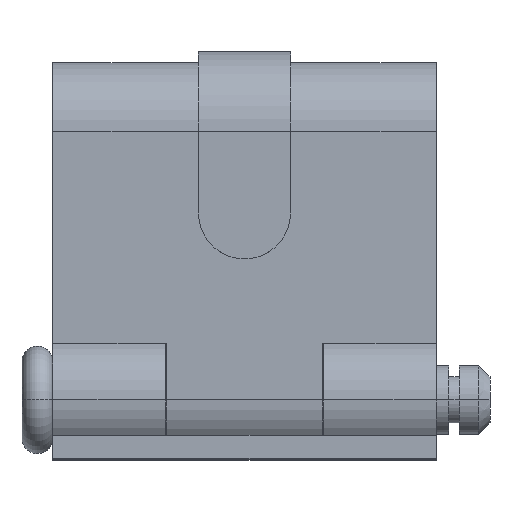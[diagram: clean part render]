
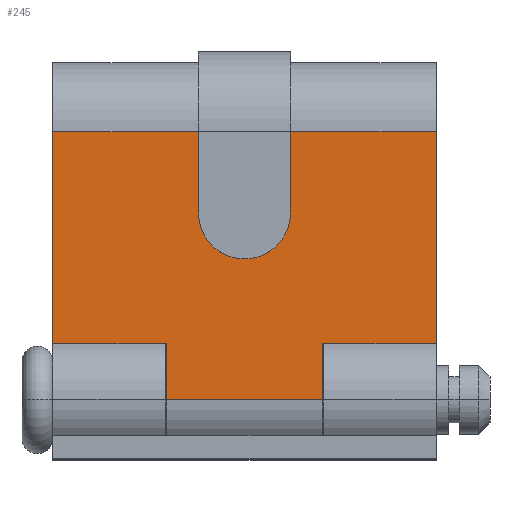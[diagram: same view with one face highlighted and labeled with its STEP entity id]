
A CAD part, top view. The second image highlights one B-rep face of the part: STEP entity #245.
In plain terms, the highlighted planar face has unit normal (0, 0, 1).
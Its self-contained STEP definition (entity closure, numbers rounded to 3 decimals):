
#67 = ORIENTED_EDGE ( 'NONE', *, *, #71, .F. ) ;
#71 = EDGE_CURVE ( 'NONE', #263, #287, #831, .T. ) ;
#126 = EDGE_CURVE ( 'NONE', #216, #1711, #926, .T. ) ;
#216 = VERTEX_POINT ( 'NONE', #1132 ) ;
#224 = ORIENTED_EDGE ( 'NONE', *, *, #634, .F. ) ;
#233 = EDGE_CURVE ( 'NONE', #647, #240, #1168, .T. ) ;
#234 = ORIENTED_EDGE ( 'NONE', *, *, #238, .F. ) ;
#235 = VERTEX_POINT ( 'NONE', #1164 ) ;
#236 = VERTEX_POINT ( 'NONE', #1163 ) ;
#237 = EDGE_CURVE ( 'NONE', #240, #236, #1162, .T. ) ;
#238 = EDGE_CURVE ( 'NONE', #236, #235, #1158, .T. ) ;
#239 = ORIENTED_EDGE ( 'NONE', *, *, #233, .F. ) ;
#240 = VERTEX_POINT ( 'NONE', #1154 ) ;
#241 = ORIENTED_EDGE ( 'NONE', *, *, #237, .F. ) ;
#245 = ADVANCED_FACE ( 'NONE', ( #1152 ), #1151, .F. ) ;
#248 = EDGE_LOOP ( 'NONE', ( #234, #241, #239, #224, #273, #272, #268, #266, #67, #304, #297, #298, #307 ) ) ;
#263 = VERTEX_POINT ( 'NONE', #1186 ) ;
#264 = EDGE_CURVE ( 'NONE', #270, #269, #1185, .T. ) ;
#265 = EDGE_CURVE ( 'NONE', #263, #362, #1180, .T. ) ;
#266 = ORIENTED_EDGE ( 'NONE', *, *, #309, .T. ) ;
#268 = ORIENTED_EDGE ( 'NONE', *, *, #264, .T. ) ;
#269 = VERTEX_POINT ( 'NONE', #1231 ) ;
#270 = VERTEX_POINT ( 'NONE', #1230 ) ;
#271 = EDGE_CURVE ( 'NONE', #1711, #270, #1229, .T. ) ;
#272 = ORIENTED_EDGE ( 'NONE', *, *, #271, .T. ) ;
#273 = ORIENTED_EDGE ( 'NONE', *, *, #126, .T. ) ;
#287 = VERTEX_POINT ( 'NONE', #1207 ) ;
#296 = EDGE_CURVE ( 'NONE', #302, #356, #1244, .T. ) ;
#297 = ORIENTED_EDGE ( 'NONE', *, *, #359, .T. ) ;
#298 = ORIENTED_EDGE ( 'NONE', *, *, #296, .F. ) ;
#300 = EDGE_CURVE ( 'NONE', #235, #302, #1235, .T. ) ;
#302 = VERTEX_POINT ( 'NONE', #1292 ) ;
#304 = ORIENTED_EDGE ( 'NONE', *, *, #265, .T. ) ;
#307 = ORIENTED_EDGE ( 'NONE', *, *, #300, .F. ) ;
#309 = EDGE_CURVE ( 'NONE', #269, #287, #1280, .T. ) ;
#356 = VERTEX_POINT ( 'NONE', #1341 ) ;
#359 = EDGE_CURVE ( 'NONE', #362, #356, #1336, .T. ) ;
#362 = VERTEX_POINT ( 'NONE', #1331 ) ;
#634 = EDGE_CURVE ( 'NONE', #216, #647, #1838, .T. ) ;
#647 = VERTEX_POINT ( 'NONE', #1813 ) ;
#828 = DIRECTION ( 'NONE',  ( 0., -1., 0. ) ) ;
#829 = VECTOR ( 'NONE', #828, 1000. ) ;
#830 = CARTESIAN_POINT ( 'NONE',  ( -3., 17.488, 3.85 ) ) ;
#831 = LINE ( 'NONE', #830, #829 ) ;
#917 = DIRECTION ( 'NONE',  ( -1., 0., 0. ) ) ;
#918 = VECTOR ( 'NONE', #917, 1000. ) ;
#919 = CARTESIAN_POINT ( 'NONE',  ( 12.5, 17.488, 3.85 ) ) ;
#926 = LINE ( 'NONE', #919, #918 ) ;
#1132 = CARTESIAN_POINT ( 'NONE',  ( 12.5, 17.488, 3.85 ) ) ;
#1147 = DIRECTION ( 'NONE',  ( 0., 1., 0. ) ) ;
#1148 = DIRECTION ( 'NONE',  ( 0., 0., -1. ) ) ;
#1149 = CARTESIAN_POINT ( 'NONE',  ( 12.5, 17.488, 3.85 ) ) ;
#1150 = AXIS2_PLACEMENT_3D ( 'NONE', #1149, #1148, #1147 ) ;
#1151 = PLANE ( 'NONE',  #1150 ) ;
#1152 = FACE_OUTER_BOUND ( 'NONE', #248, .T. ) ;
#1154 = CARTESIAN_POINT ( 'NONE',  ( 5.1, 3.65, 3.85 ) ) ;
#1155 = DIRECTION ( 'NONE',  ( -1., 0., 0. ) ) ;
#1156 = VECTOR ( 'NONE', #1155, 1000. ) ;
#1157 = CARTESIAN_POINT ( 'NONE',  ( 12.5, 0., 3.85 ) ) ;
#1158 = LINE ( 'NONE', #1157, #1156 ) ;
#1159 = DIRECTION ( 'NONE',  ( 0., -1., 0. ) ) ;
#1160 = VECTOR ( 'NONE', #1159, 1000. ) ;
#1161 = CARTESIAN_POINT ( 'NONE',  ( 5.1, -3.85, 3.85 ) ) ;
#1162 = LINE ( 'NONE', #1161, #1160 ) ;
#1163 = CARTESIAN_POINT ( 'NONE',  ( 5.1, 0., 3.85 ) ) ;
#1164 = CARTESIAN_POINT ( 'NONE',  ( -5.1, 0., 3.85 ) ) ;
#1165 = DIRECTION ( 'NONE',  ( -1., 0., 0. ) ) ;
#1166 = VECTOR ( 'NONE', #1165, 1000. ) ;
#1167 = CARTESIAN_POINT ( 'NONE',  ( 5.1, 3.65, 3.85 ) ) ;
#1168 = LINE ( 'NONE', #1167, #1166 ) ;
#1177 = DIRECTION ( 'NONE',  ( -1., 0., 0. ) ) ;
#1178 = VECTOR ( 'NONE', #1177, 1000. ) ;
#1179 = CARTESIAN_POINT ( 'NONE',  ( 12.5, 17.488, 3.85 ) ) ;
#1180 = LINE ( 'NONE', #1179, #1178 ) ;
#1181 = DIRECTION ( 'NONE',  ( 0., 1., 0. ) ) ;
#1182 = DIRECTION ( 'NONE',  ( 0., 0., -1. ) ) ;
#1183 = CARTESIAN_POINT ( 'NONE',  ( 0., 12.185, 3.85 ) ) ;
#1184 = AXIS2_PLACEMENT_3D ( 'NONE', #1183, #1182, #1181 ) ;
#1185 = CIRCLE ( 'NONE', #1184, 3. ) ;
#1186 = CARTESIAN_POINT ( 'NONE',  ( -3., 17.488, 3.85 ) ) ;
#1207 = CARTESIAN_POINT ( 'NONE',  ( -3., 12.185, 3.85 ) ) ;
#1226 = DIRECTION ( 'NONE',  ( 0., -1., 0. ) ) ;
#1227 = VECTOR ( 'NONE', #1226, 1000. ) ;
#1228 = CARTESIAN_POINT ( 'NONE',  ( 3., 17.488, 3.85 ) ) ;
#1229 = LINE ( 'NONE', #1228, #1227 ) ;
#1230 = CARTESIAN_POINT ( 'NONE',  ( 3., 12.185, 3.85 ) ) ;
#1231 = CARTESIAN_POINT ( 'NONE',  ( 0., 9.185, 3.85 ) ) ;
#1232 = DIRECTION ( 'NONE',  ( 0., 1., 0. ) ) ;
#1233 = VECTOR ( 'NONE', #1232, 1000. ) ;
#1234 = CARTESIAN_POINT ( 'NONE',  ( -5.1, -3.85, 3.85 ) ) ;
#1235 = LINE ( 'NONE', #1234, #1233 ) ;
#1241 = DIRECTION ( 'NONE',  ( -1., 0., 0. ) ) ;
#1242 = VECTOR ( 'NONE', #1241, 1000. ) ;
#1243 = CARTESIAN_POINT ( 'NONE',  ( -12.5, 3.65, 3.85 ) ) ;
#1244 = LINE ( 'NONE', #1243, #1242 ) ;
#1276 = DIRECTION ( 'NONE',  ( 0., 1., 0. ) ) ;
#1277 = DIRECTION ( 'NONE',  ( 0., 0., -1. ) ) ;
#1278 = CARTESIAN_POINT ( 'NONE',  ( 0., 12.185, 3.85 ) ) ;
#1279 = AXIS2_PLACEMENT_3D ( 'NONE', #1278, #1277, #1276 ) ;
#1280 = CIRCLE ( 'NONE', #1279, 3. ) ;
#1292 = CARTESIAN_POINT ( 'NONE',  ( -5.1, 3.65, 3.85 ) ) ;
#1331 = CARTESIAN_POINT ( 'NONE',  ( -12.5, 17.488, 3.85 ) ) ;
#1333 = DIRECTION ( 'NONE',  ( 0., -1., 0. ) ) ;
#1334 = VECTOR ( 'NONE', #1333, 1000. ) ;
#1335 = CARTESIAN_POINT ( 'NONE',  ( -12.5, 17.488, 3.85 ) ) ;
#1336 = LINE ( 'NONE', #1335, #1334 ) ;
#1341 = CARTESIAN_POINT ( 'NONE',  ( -12.5, 3.65, 3.85 ) ) ;
#1711 = VERTEX_POINT ( 'NONE', #2000 ) ;
#1813 = CARTESIAN_POINT ( 'NONE',  ( 12.5, 3.65, 3.85 ) ) ;
#1835 = DIRECTION ( 'NONE',  ( 0., -1., 0. ) ) ;
#1836 = VECTOR ( 'NONE', #1835, 1000. ) ;
#1837 = CARTESIAN_POINT ( 'NONE',  ( 12.5, 17.488, 3.85 ) ) ;
#1838 = LINE ( 'NONE', #1837, #1836 ) ;
#2000 = CARTESIAN_POINT ( 'NONE',  ( 3., 17.488, 3.85 ) ) ;
